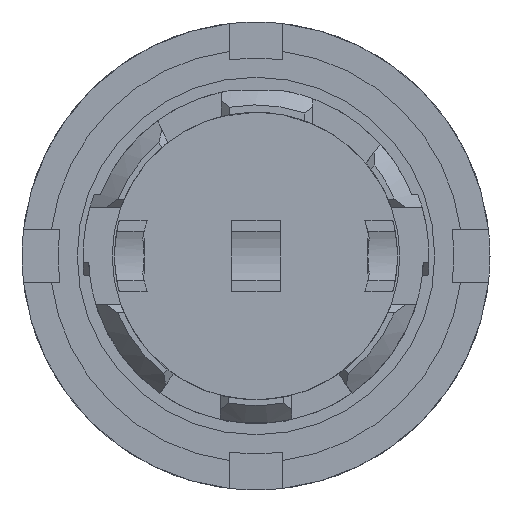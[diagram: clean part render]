
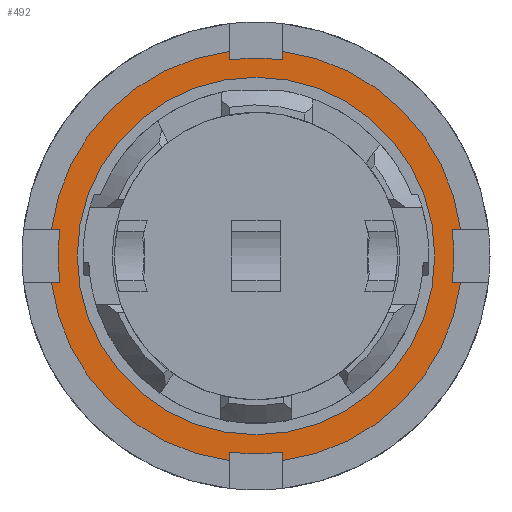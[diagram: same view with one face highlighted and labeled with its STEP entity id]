
A CAD part, front view. The second image highlights one B-rep face of the part: STEP entity #492.
In plain terms, the highlighted planar face has unit normal (0, -1, 0).
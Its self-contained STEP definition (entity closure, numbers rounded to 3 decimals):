
#492 = ADVANCED_FACE( '', ( #1010, #1011 ), #1012, .T. );
#1010 = FACE_BOUND( '', #1531, .T. );
#1011 = FACE_OUTER_BOUND( '', #1532, .T. );
#1012 = PLANE( '', #1533 );
#1531 = EDGE_LOOP( '', ( #2948 ) );
#1532 = EDGE_LOOP( '', ( #2949, #2950, #2951, #2952, #2953, #2954, #2955, #2956, #2957, #2958, #2959, #2960, #2961, #2962, #2963, #2964 ) );
#1533 = AXIS2_PLACEMENT_3D( '', #2965, #2966, #2967 );
#2948 = ORIENTED_EDGE( '', *, *, #3280, .T. );
#2949 = ORIENTED_EDGE( '', *, *, #3494, .T. );
#2950 = ORIENTED_EDGE( '', *, *, #3633, .T. );
#2951 = ORIENTED_EDGE( '', *, *, #3518, .T. );
#2952 = ORIENTED_EDGE( '', *, *, #3645, .T. );
#2953 = ORIENTED_EDGE( '', *, *, #3433, .T. );
#2954 = ORIENTED_EDGE( '', *, *, #3373, .T. );
#2955 = ORIENTED_EDGE( '', *, *, #3390, .T. );
#2956 = ORIENTED_EDGE( '', *, *, #3631, .T. );
#2957 = ORIENTED_EDGE( '', *, *, #3197, .T. );
#2958 = ORIENTED_EDGE( '', *, *, #3513, .T. );
#2959 = ORIENTED_EDGE( '', *, *, #3595, .T. );
#2960 = ORIENTED_EDGE( '', *, *, #3470, .T. );
#2961 = ORIENTED_EDGE( '', *, *, #3641, .T. );
#2962 = ORIENTED_EDGE( '', *, *, #3410, .T. );
#2963 = ORIENTED_EDGE( '', *, *, #3267, .T. );
#2964 = ORIENTED_EDGE( '', *, *, #3477, .T. );
#2965 = CARTESIAN_POINT( '', ( 10.5, -7.5, 0. ) );
#2966 = DIRECTION( '', ( 0., -1., 0. ) );
#2967 = DIRECTION( '', ( 1., 0., 0. ) );
#3197 = EDGE_CURVE( '', #3880, #3881, #3882, .T. );
#3267 = EDGE_CURVE( '', #3994, #3992, #3995, .T. );
#3280 = EDGE_CURVE( '', #4014, #4014, #4015, .F. );
#3373 = EDGE_CURVE( '', #4158, #4159, #4160, .T. );
#3390 = EDGE_CURVE( '', #4159, #4185, #4186, .T. );
#3410 = EDGE_CURVE( '', #4213, #3994, #4214, .T. );
#3433 = EDGE_CURVE( '', #4248, #4158, #4249, .T. );
#3470 = EDGE_CURVE( '', #4298, #4296, #4299, .T. );
#3477 = EDGE_CURVE( '', #3992, #4308, #4310, .T. );
#3494 = EDGE_CURVE( '', #4308, #4332, #4333, .T. );
#3513 = EDGE_CURVE( '', #3881, #4360, #4361, .T. );
#3518 = EDGE_CURVE( '', #4368, #4369, #4370, .T. );
#3595 = EDGE_CURVE( '', #4360, #4298, #4464, .T. );
#3631 = EDGE_CURVE( '', #4185, #3880, #4501, .T. );
#3633 = EDGE_CURVE( '', #4332, #4368, #4503, .T. );
#3641 = EDGE_CURVE( '', #4296, #4213, #4511, .T. );
#3645 = EDGE_CURVE( '', #4369, #4248, #4515, .T. );
#3880 = VERTEX_POINT( '', #4844 );
#3881 = VERTEX_POINT( '', #4845 );
#3882 = CIRCLE( '', #4846, 12.175 );
#3992 = VERTEX_POINT( '', #4992 );
#3994 = VERTEX_POINT( '', #4995 );
#3995 = CIRCLE( '', #4996, 12.7 );
#4014 = VERTEX_POINT( '', #5018 );
#4015 = CIRCLE( '', #5019, 11. );
#4158 = VERTEX_POINT( '', #5211 );
#4159 = VERTEX_POINT( '', #5212 );
#4160 = LINE( '', #5213, #5214 );
#4185 = VERTEX_POINT( '', #5259 );
#4186 = CIRCLE( '', #5260, 12.7 );
#4213 = VERTEX_POINT( '', #5308 );
#4214 = LINE( '', #5309, #5310 );
#4248 = VERTEX_POINT( '', #5369 );
#4249 = CIRCLE( '', #5370, 12.175 );
#4296 = VERTEX_POINT( '', #5439 );
#4298 = VERTEX_POINT( '', #5442 );
#4299 = LINE( '', #5443, #5444 );
#4308 = VERTEX_POINT( '', #5457 );
#4310 = LINE( '', #5460, #5461 );
#4332 = VERTEX_POINT( '', #5492 );
#4333 = CIRCLE( '', #5493, 12.175 );
#4360 = VERTEX_POINT( '', #5533 );
#4361 = LINE( '', #5534, #5535 );
#4368 = VERTEX_POINT( '', #5545 );
#4369 = VERTEX_POINT( '', #5546 );
#4370 = CIRCLE( '', #5547, 12.7 );
#4464 = CIRCLE( '', #5680, 12.7 );
#4501 = LINE( '', #5720, #5721 );
#4503 = LINE( '', #5723, #5724 );
#4511 = CIRCLE( '', #5734, 12.175 );
#4515 = LINE( '', #5738, #5739 );
#4844 = CARTESIAN_POINT( '', ( 1.65, -7.5, 12.063 ) );
#4845 = CARTESIAN_POINT( '', ( -1.65, -7.5, 12.063 ) );
#4846 = AXIS2_PLACEMENT_3D( '', #5934, #5935, #5936 );
#4992 = CARTESIAN_POINT( '', ( -1.65, -7.5, -12.592 ) );
#4995 = CARTESIAN_POINT( '', ( -12.592, -7.5, -1.65 ) );
#4996 = AXIS2_PLACEMENT_3D( '', #6034, #6035, #6036 );
#5018 = CARTESIAN_POINT( '', ( 11., -7.5, 0. ) );
#5019 = AXIS2_PLACEMENT_3D( '', #6052, #6053, #6054 );
#5211 = CARTESIAN_POINT( '', ( 12.063, -7.5, 1.65 ) );
#5212 = CARTESIAN_POINT( '', ( 12.592, -7.5, 1.65 ) );
#5213 = CARTESIAN_POINT( '', ( 14.305, -7.5, 1.65 ) );
#5214 = VECTOR( '', #6186, 1000. );
#5259 = CARTESIAN_POINT( '', ( 1.65, -7.5, 12.592 ) );
#5260 = AXIS2_PLACEMENT_3D( '', #6200, #6201, #6202 );
#5308 = CARTESIAN_POINT( '', ( -12.063, -7.5, -1.65 ) );
#5309 = CARTESIAN_POINT( '', ( -12.063, -7.5, -1.65 ) );
#5310 = VECTOR( '', #6218, 1000. );
#5369 = CARTESIAN_POINT( '', ( 12.063, -7.5, -1.65 ) );
#5370 = AXIS2_PLACEMENT_3D( '', #6235, #6236, #6237 );
#5439 = CARTESIAN_POINT( '', ( -12.063, -7.5, 1.65 ) );
#5442 = CARTESIAN_POINT( '', ( -12.592, -7.5, 1.65 ) );
#5443 = CARTESIAN_POINT( '', ( -12.063, -7.5, 1.65 ) );
#5444 = VECTOR( '', #6273, 1000. );
#5457 = CARTESIAN_POINT( '', ( -1.65, -7.5, -12.063 ) );
#5460 = CARTESIAN_POINT( '', ( -1.65, -7.5, -12.063 ) );
#5461 = VECTOR( '', #6279, 1000. );
#5492 = CARTESIAN_POINT( '', ( 1.65, -7.5, -12.063 ) );
#5493 = AXIS2_PLACEMENT_3D( '', #6298, #6299, #6300 );
#5533 = CARTESIAN_POINT( '', ( -1.65, -7.5, 12.592 ) );
#5534 = CARTESIAN_POINT( '', ( -1.65, -7.5, 14.305 ) );
#5535 = VECTOR( '', #6320, 1000. );
#5545 = CARTESIAN_POINT( '', ( 1.65, -7.5, -12.592 ) );
#5546 = CARTESIAN_POINT( '', ( 12.592, -7.5, -1.65 ) );
#5547 = AXIS2_PLACEMENT_3D( '', #6324, #6325, #6326 );
#5680 = AXIS2_PLACEMENT_3D( '', #6405, #6406, #6407 );
#5720 = CARTESIAN_POINT( '', ( 1.65, -7.5, 14.305 ) );
#5721 = VECTOR( '', #6441, 1000. );
#5723 = CARTESIAN_POINT( '', ( 1.65, -7.5, -12.063 ) );
#5724 = VECTOR( '', #6442, 1000. );
#5734 = AXIS2_PLACEMENT_3D( '', #6451, #6452, #6453 );
#5738 = CARTESIAN_POINT( '', ( 14.305, -7.5, -1.65 ) );
#5739 = VECTOR( '', #6454, 1000. );
#5934 = CARTESIAN_POINT( '', ( 0., -7.5, 0. ) );
#5935 = DIRECTION( '', ( 0., -1., 0. ) );
#5936 = DIRECTION( '', ( 1., 0., 0. ) );
#6034 = CARTESIAN_POINT( '', ( 0., -7.5, 0. ) );
#6035 = DIRECTION( '', ( 0., -1., 0. ) );
#6036 = DIRECTION( '', ( 1., 0., 0. ) );
#6052 = CARTESIAN_POINT( '', ( 0., -7.5, 0. ) );
#6053 = DIRECTION( '', ( 0., -1., 0. ) );
#6054 = DIRECTION( '', ( 1., 0., 0. ) );
#6186 = DIRECTION( '', ( 1., 0., 0. ) );
#6200 = CARTESIAN_POINT( '', ( 0., -7.5, 0. ) );
#6201 = DIRECTION( '', ( 0., -1., 0. ) );
#6202 = DIRECTION( '', ( 1., 0., 0. ) );
#6218 = DIRECTION( '', ( -1., 0., 0. ) );
#6235 = CARTESIAN_POINT( '', ( 0., -7.5, 0. ) );
#6236 = DIRECTION( '', ( 0., -1., 0. ) );
#6237 = DIRECTION( '', ( -1., 0., 0. ) );
#6273 = DIRECTION( '', ( 1., 0., 0. ) );
#6279 = DIRECTION( '', ( 0., 0., 1. ) );
#6298 = CARTESIAN_POINT( '', ( 0., -7.5, 0. ) );
#6299 = DIRECTION( '', ( 0., -1., 0. ) );
#6300 = DIRECTION( '', ( 1., 0., 0. ) );
#6320 = DIRECTION( '', ( 0., 0., 1. ) );
#6324 = CARTESIAN_POINT( '', ( 0., -7.5, 0. ) );
#6325 = DIRECTION( '', ( 0., -1., 0. ) );
#6326 = DIRECTION( '', ( 1., 0., 0. ) );
#6405 = CARTESIAN_POINT( '', ( 0., -7.5, 0. ) );
#6406 = DIRECTION( '', ( 0., -1., 0. ) );
#6407 = DIRECTION( '', ( 1., 0., 0. ) );
#6441 = DIRECTION( '', ( 0., 0., -1. ) );
#6442 = DIRECTION( '', ( 0., 0., -1. ) );
#6451 = CARTESIAN_POINT( '', ( 0., -7.5, 0. ) );
#6452 = DIRECTION( '', ( 0., -1., 0. ) );
#6453 = DIRECTION( '', ( 1., 0., 0. ) );
#6454 = DIRECTION( '', ( -1., 0., 0. ) );
